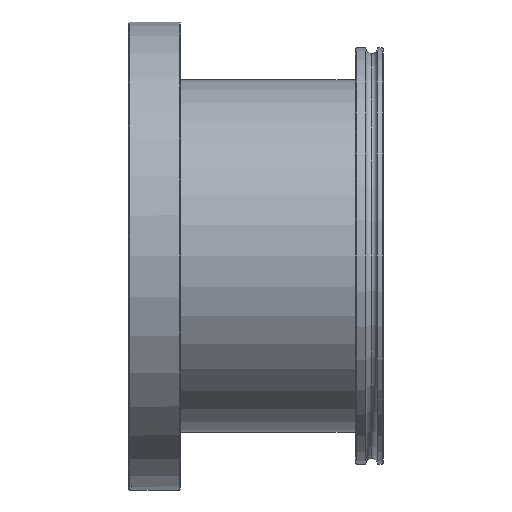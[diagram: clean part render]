
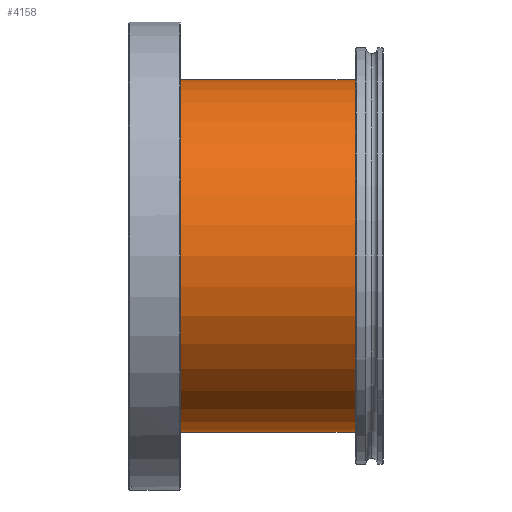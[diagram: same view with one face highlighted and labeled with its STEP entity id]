
A CAD part, left-side view. The second image highlights one B-rep face of the part: STEP entity #4158.
In plain terms, the highlighted cylindrical face has radius 76.2 mm (diameter 152.4 mm), a partial arc.
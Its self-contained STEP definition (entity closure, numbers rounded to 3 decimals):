
#7 = CARTESIAN_POINT ( 'NONE',  ( 45.4, 0., 76.2 ) ) ;
#76 = DIRECTION ( 'NONE',  ( 0., 0., 1. ) ) ;
#342 = ORIENTED_EDGE ( 'NONE', *, *, #2334, .T. ) ;
#437 = DIRECTION ( 'NONE',  ( 1., 0., 0. ) ) ;
#493 = EDGE_CURVE ( 'NONE', #5077, #3858, #5426, .T. ) ;
#585 = CARTESIAN_POINT ( 'NONE',  ( -45.4, 0., 0. ) ) ;
#877 = ORIENTED_EDGE ( 'NONE', *, *, #1221, .F. ) ;
#881 = EDGE_LOOP ( 'NONE', ( #1387, #877, #342, #4240 ) ) ;
#1031 = DIRECTION ( 'NONE',  ( 0., 0., -1. ) ) ;
#1069 = CARTESIAN_POINT ( 'NONE',  ( 45.4, 0., -76.2 ) ) ;
#1221 = EDGE_CURVE ( 'NONE', #3413, #5077, #4191, .T. ) ;
#1299 = CIRCLE ( 'NONE', #5250, 76.2 ) ;
#1387 = ORIENTED_EDGE ( 'NONE', *, *, #493, .F. ) ;
#1563 = AXIS2_PLACEMENT_3D ( 'NONE', #3049, #437, #3479 ) ;
#1828 = DIRECTION ( 'NONE',  ( -1., 0., 0. ) ) ;
#1862 = CARTESIAN_POINT ( 'NONE',  ( 45.4, 0., -76.2 ) ) ;
#1879 = DIRECTION ( 'NONE',  ( -1., 0., 0. ) ) ;
#1908 = VECTOR ( 'NONE', #4178, 1000. ) ;
#1957 = CYLINDRICAL_SURFACE ( 'NONE', #4149, 76.2 ) ;
#2087 = FACE_OUTER_BOUND ( 'NONE', #881, .T. ) ;
#2334 = EDGE_CURVE ( 'NONE', #3413, #5365, #4332, .T. ) ;
#2556 = CARTESIAN_POINT ( 'NONE',  ( -45.4, 0., 76.2 ) ) ;
#3049 = CARTESIAN_POINT ( 'NONE',  ( 45.4, 0., 0. ) ) ;
#3098 = VECTOR ( 'NONE', #1879, 1000. ) ;
#3340 = CARTESIAN_POINT ( 'NONE',  ( -45.4, 0., -76.2 ) ) ;
#3413 = VERTEX_POINT ( 'NONE', #7 ) ;
#3479 = DIRECTION ( 'NONE',  ( 0., 0., -1. ) ) ;
#3632 = DIRECTION ( 'NONE',  ( 1., 0., 0. ) ) ;
#3724 = CARTESIAN_POINT ( 'NONE',  ( 45.4, 0., 76.2 ) ) ;
#3858 = VERTEX_POINT ( 'NONE', #3340 ) ;
#4149 = AXIS2_PLACEMENT_3D ( 'NONE', #5306, #1828, #76 ) ;
#4158 = ADVANCED_FACE ( 'NONE', ( #2087 ), #1957, .T. ) ;
#4178 = DIRECTION ( 'NONE',  ( -1., 0., 0. ) ) ;
#4191 = CIRCLE ( 'NONE', #1563, 76.2 ) ;
#4240 = ORIENTED_EDGE ( 'NONE', *, *, #5594, .T. ) ;
#4332 = LINE ( 'NONE', #3724, #1908 ) ;
#5077 = VERTEX_POINT ( 'NONE', #1069 ) ;
#5250 = AXIS2_PLACEMENT_3D ( 'NONE', #585, #3632, #1031 ) ;
#5306 = CARTESIAN_POINT ( 'NONE',  ( 45.4, 0., 0. ) ) ;
#5365 = VERTEX_POINT ( 'NONE', #2556 ) ;
#5426 = LINE ( 'NONE', #1862, #3098 ) ;
#5594 = EDGE_CURVE ( 'NONE', #5365, #3858, #1299, .T. ) ;
